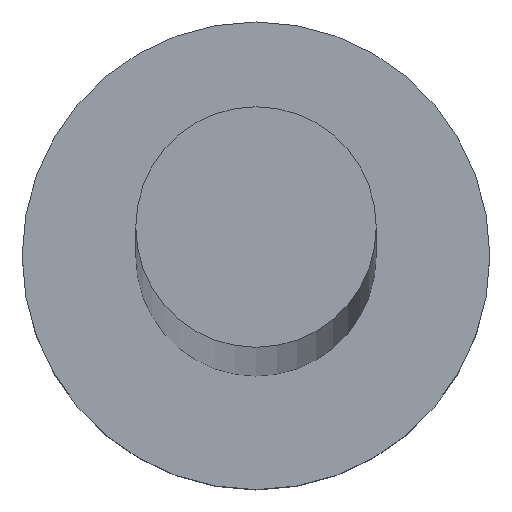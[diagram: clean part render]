
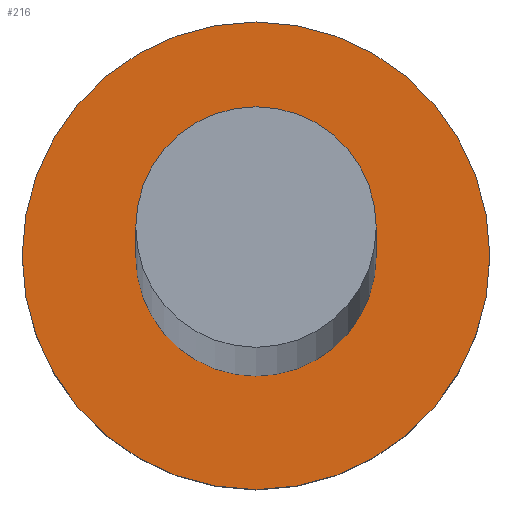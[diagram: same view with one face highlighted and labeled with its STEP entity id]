
A CAD part, top view. The second image highlights one B-rep face of the part: STEP entity #216.
In plain terms, the highlighted planar face has unit normal (0, 0, 1).
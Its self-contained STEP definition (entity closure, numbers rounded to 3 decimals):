
#3 = CARTESIAN_POINT ( 'NONE',  ( -1.8, 0., 3. ) ) ;
#9 = CARTESIAN_POINT ( 'NONE',  ( 0., 0., 3. ) ) ;
#12 = DIRECTION ( 'NONE',  ( 1., 0., 0. ) ) ;
#13 = DIRECTION ( 'NONE',  ( 1., 0., 0. ) ) ;
#16 = CIRCLE ( 'NONE', #79, 3.5 ) ;
#21 = CARTESIAN_POINT ( 'NONE',  ( 0., 0., 3. ) ) ;
#24 = DIRECTION ( 'NONE',  ( 1., 0., 0. ) ) ;
#30 = EDGE_CURVE ( 'NONE', #215, #195, #16, .T. ) ;
#41 = CIRCLE ( 'NONE', #224, 3.5 ) ;
#43 = DIRECTION ( 'NONE',  ( 1., 0., 0. ) ) ;
#45 = DIRECTION ( 'NONE',  ( 0., 0., 1. ) ) ;
#52 = DIRECTION ( 'NONE',  ( 0., 0., 1. ) ) ;
#79 = AXIS2_PLACEMENT_3D ( 'NONE', #203, #45, #24 ) ;
#83 = EDGE_LOOP ( 'NONE', ( #152, #213 ) ) ;
#87 = ORIENTED_EDGE ( 'NONE', *, *, #249, .F. ) ;
#95 = CARTESIAN_POINT ( 'NONE',  ( -3.5, 0., 3. ) ) ;
#100 = AXIS2_PLACEMENT_3D ( 'NONE', #207, #206, #13 ) ;
#103 = VERTEX_POINT ( 'NONE', #3 ) ;
#112 = CIRCLE ( 'NONE', #188, 1.8 ) ;
#114 = CARTESIAN_POINT ( 'NONE',  ( 3.5, 0., 3. ) ) ;
#117 = CIRCLE ( 'NONE', #135, 1.8 ) ;
#127 = EDGE_CURVE ( 'NONE', #195, #215, #41, .T. ) ;
#134 = PLANE ( 'NONE',  #100 ) ;
#135 = AXIS2_PLACEMENT_3D ( 'NONE', #9, #167, #250 ) ;
#152 = ORIENTED_EDGE ( 'NONE', *, *, #127, .T. ) ;
#153 = VERTEX_POINT ( 'NONE', #226 ) ;
#154 = FACE_BOUND ( 'NONE', #179, .T. ) ;
#165 = ORIENTED_EDGE ( 'NONE', *, *, #227, .F. ) ;
#167 = DIRECTION ( 'NONE',  ( 0., 0., 1. ) ) ;
#171 = FACE_OUTER_BOUND ( 'NONE', #83, .T. ) ;
#179 = EDGE_LOOP ( 'NONE', ( #165, #87 ) ) ;
#188 = AXIS2_PLACEMENT_3D ( 'NONE', #230, #52, #12 ) ;
#195 = VERTEX_POINT ( 'NONE', #95 ) ;
#203 = CARTESIAN_POINT ( 'NONE',  ( 0., 0., 3. ) ) ;
#206 = DIRECTION ( 'NONE',  ( 0., 0., 1. ) ) ;
#207 = CARTESIAN_POINT ( 'NONE',  ( 0., 0., 3. ) ) ;
#213 = ORIENTED_EDGE ( 'NONE', *, *, #30, .T. ) ;
#215 = VERTEX_POINT ( 'NONE', #114 ) ;
#216 = ADVANCED_FACE ( 'NONE', ( #154, #171 ), #134, .T. ) ;
#224 = AXIS2_PLACEMENT_3D ( 'NONE', #21, #240, #43 ) ;
#226 = CARTESIAN_POINT ( 'NONE',  ( 1.8, 0., 3. ) ) ;
#227 = EDGE_CURVE ( 'NONE', #103, #153, #112, .T. ) ;
#230 = CARTESIAN_POINT ( 'NONE',  ( 0., 0., 3. ) ) ;
#240 = DIRECTION ( 'NONE',  ( 0., 0., 1. ) ) ;
#249 = EDGE_CURVE ( 'NONE', #153, #103, #117, .T. ) ;
#250 = DIRECTION ( 'NONE',  ( 1., 0., 0. ) ) ;
